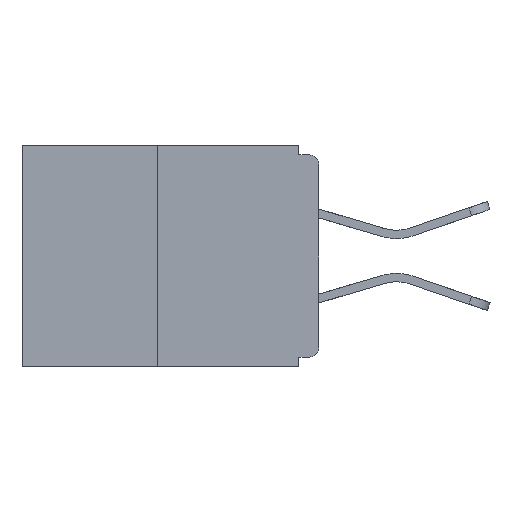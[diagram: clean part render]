
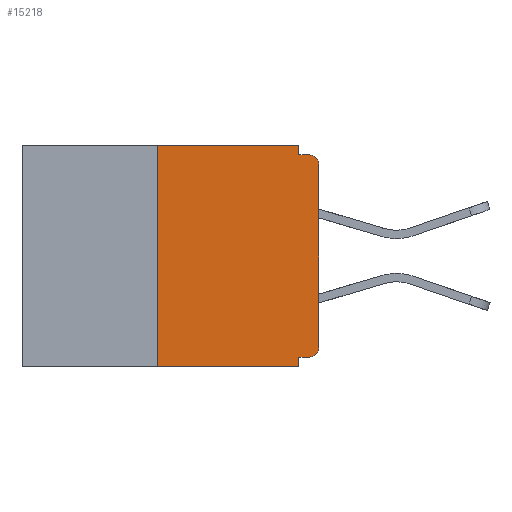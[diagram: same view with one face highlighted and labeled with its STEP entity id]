
A CAD part, left-side view. The second image highlights one B-rep face of the part: STEP entity #15218.
In plain terms, the highlighted planar face has unit normal (-1, 0, 0).
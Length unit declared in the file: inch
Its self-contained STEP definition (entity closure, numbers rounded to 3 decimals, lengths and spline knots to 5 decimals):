
#272 = VERTEX_POINT ( 'NONE', #2638 ) ;
#450 = CARTESIAN_POINT ( 'NONE',  ( 0., 0.015, -0.03 ) ) ;
#1414 = CARTESIAN_POINT ( 'NONE',  ( 0., 0.015, -0.328 ) ) ;
#1985 = CARTESIAN_POINT ( 'NONE',  ( 0., 0.031, 0. ) ) ;
#2358 = ORIENTED_EDGE ( 'NONE', *, *, #14871, .T. ) ;
#2490 = PLANE ( 'NONE',  #15302 ) ;
#2625 = CARTESIAN_POINT ( 'NONE',  ( 0., 0., 0. ) ) ;
#2638 = CARTESIAN_POINT ( 'NONE',  ( 0., 0.031, -0.343 ) ) ;
#2903 = CARTESIAN_POINT ( 'NONE',  ( 0., 0.46, 0. ) ) ;
#3974 = EDGE_CURVE ( 'NONE', #16791, #20290, #12363, .T. ) ;
#4458 = VECTOR ( 'NONE', #12472, 39.37008 ) ;
#4731 = EDGE_CURVE ( 'NONE', #8445, #20094, #7661, .T. ) ;
#5243 = DIRECTION ( 'NONE',  ( 0., -1., 0. ) ) ;
#5281 = LINE ( 'NONE', #11103, #15982 ) ;
#5406 = DIRECTION ( 'NONE',  ( -1., 0., 0. ) ) ;
#5804 = EDGE_CURVE ( 'NONE', #16791, #12587, #9385, .T. ) ;
#5911 = VERTEX_POINT ( 'NONE', #14631 ) ;
#5946 = VECTOR ( 'NONE', #5243, 39.37008 ) ;
#6276 = DIRECTION ( 'NONE',  ( 0., -1., 0. ) ) ;
#6321 = VERTEX_POINT ( 'NONE', #11108 ) ;
#6801 = DIRECTION ( 'NONE',  ( 0., 0., -1. ) ) ;
#7234 = CARTESIAN_POINT ( 'NONE',  ( 0., 0.031, -0.328 ) ) ;
#7461 = LINE ( 'NONE', #20955, #15417 ) ;
#7661 = LINE ( 'NONE', #1985, #17663 ) ;
#7691 = LINE ( 'NONE', #13389, #5946 ) ;
#7783 = DIRECTION ( 'NONE',  ( 0., 0., 1. ) ) ;
#8178 = ORIENTED_EDGE ( 'NONE', *, *, #16808, .T. ) ;
#8179 = ORIENTED_EDGE ( 'NONE', *, *, #19316, .T. ) ;
#8277 = CARTESIAN_POINT ( 'NONE',  ( 0., 0.015, -0.313 ) ) ;
#8445 = VERTEX_POINT ( 'NONE', #11565 ) ;
#8654 = ORIENTED_EDGE ( 'NONE', *, *, #3974, .F. ) ;
#9124 = CARTESIAN_POINT ( 'NONE',  ( 0., 0.46, 0. ) ) ;
#9245 = FACE_OUTER_BOUND ( 'NONE', #12485, .T. ) ;
#9385 = CIRCLE ( 'NONE', #11122, 0.015 ) ;
#10251 = CARTESIAN_POINT ( 'NONE',  ( 0., 0.031, -0.015 ) ) ;
#11103 = CARTESIAN_POINT ( 'NONE',  ( 0., 0.25, 0. ) ) ;
#11108 = CARTESIAN_POINT ( 'NONE',  ( 0., 0.25, -0.343 ) ) ;
#11122 = AXIS2_PLACEMENT_3D ( 'NONE', #8277, #13184, #19722 ) ;
#11248 = ORIENTED_EDGE ( 'NONE', *, *, #14706, .F. ) ;
#11465 = ORIENTED_EDGE ( 'NONE', *, *, #5804, .T. ) ;
#11565 = CARTESIAN_POINT ( 'NONE',  ( 0., 0.031, 0. ) ) ;
#12313 = DIRECTION ( 'NONE',  ( 0., 1., 0. ) ) ;
#12363 = LINE ( 'NONE', #17930, #16695 ) ;
#12406 = CARTESIAN_POINT ( 'NONE',  ( 0., 0.46, -0.343 ) ) ;
#12472 = DIRECTION ( 'NONE',  ( 0., -1., 0. ) ) ;
#12485 = EDGE_LOOP ( 'NONE', ( #15389, #19612, #2358, #11248, #8654, #11465, #8178, #8179, #20707, #21057 ) ) ;
#12587 = VERTEX_POINT ( 'NONE', #18176 ) ;
#13184 = DIRECTION ( 'NONE',  ( -1., 0., 0. ) ) ;
#13369 = DIRECTION ( 'NONE',  ( 0., 0., -1. ) ) ;
#13389 = CARTESIAN_POINT ( 'NONE',  ( 0., 0., -0.015 ) ) ;
#13392 = LINE ( 'NONE', #12406, #4458 ) ;
#14631 = CARTESIAN_POINT ( 'NONE',  ( 0., 0.015, -0.015 ) ) ;
#14706 = EDGE_CURVE ( 'NONE', #20290, #272, #7461, .T. ) ;
#14871 = EDGE_CURVE ( 'NONE', #6321, #272, #13392, .T. ) ;
#15048 = EDGE_CURVE ( 'NONE', #20094, #5911, #7691, .T. ) ;
#15218 = ADVANCED_FACE ( 'NONE', ( #9245 ), #2490, .F. ) ;
#15302 = AXIS2_PLACEMENT_3D ( 'NONE', #9124, #18841, #20379 ) ;
#15389 = ORIENTED_EDGE ( 'NONE', *, *, #18315, .F. ) ;
#15417 = VECTOR ( 'NONE', #16004, 39.37008 ) ;
#15793 = LINE ( 'NONE', #2903, #20931 ) ;
#15982 = VECTOR ( 'NONE', #7783, 39.37008 ) ;
#16004 = DIRECTION ( 'NONE',  ( 0., 0., -1. ) ) ;
#16695 = VECTOR ( 'NONE', #12313, 39.37008 ) ;
#16791 = VERTEX_POINT ( 'NONE', #1414 ) ;
#16808 = EDGE_CURVE ( 'NONE', #12587, #18293, #20185, .T. ) ;
#16863 = CIRCLE ( 'NONE', #20971, 0.015 ) ;
#17366 = CARTESIAN_POINT ( 'NONE',  ( 0., 0., -0.03 ) ) ;
#17663 = VECTOR ( 'NONE', #13369, 39.37008 ) ;
#17789 = DIRECTION ( 'NONE',  ( 0., 0., 1. ) ) ;
#17896 = VECTOR ( 'NONE', #17789, 39.37008 ) ;
#17930 = CARTESIAN_POINT ( 'NONE',  ( 0., 0., -0.328 ) ) ;
#18176 = CARTESIAN_POINT ( 'NONE',  ( 0., 0., -0.313 ) ) ;
#18285 = VERTEX_POINT ( 'NONE', #20591 ) ;
#18293 = VERTEX_POINT ( 'NONE', #17366 ) ;
#18315 = EDGE_CURVE ( 'NONE', #18285, #8445, #15793, .T. ) ;
#18841 = DIRECTION ( 'NONE',  ( 1., 0., 0. ) ) ;
#19316 = EDGE_CURVE ( 'NONE', #18293, #5911, #16863, .T. ) ;
#19612 = ORIENTED_EDGE ( 'NONE', *, *, #21004, .F. ) ;
#19722 = DIRECTION ( 'NONE',  ( 0., 0., -1. ) ) ;
#20094 = VERTEX_POINT ( 'NONE', #10251 ) ;
#20185 = LINE ( 'NONE', #2625, #17896 ) ;
#20290 = VERTEX_POINT ( 'NONE', #7234 ) ;
#20379 = DIRECTION ( 'NONE',  ( 0., 0., -1. ) ) ;
#20591 = CARTESIAN_POINT ( 'NONE',  ( 0., 0.25, 0. ) ) ;
#20707 = ORIENTED_EDGE ( 'NONE', *, *, #15048, .F. ) ;
#20931 = VECTOR ( 'NONE', #6276, 39.37008 ) ;
#20955 = CARTESIAN_POINT ( 'NONE',  ( 0., 0.031, -0.343 ) ) ;
#20971 = AXIS2_PLACEMENT_3D ( 'NONE', #450, #5406, #6801 ) ;
#21004 = EDGE_CURVE ( 'NONE', #6321, #18285, #5281, .T. ) ;
#21057 = ORIENTED_EDGE ( 'NONE', *, *, #4731, .F. ) ;
